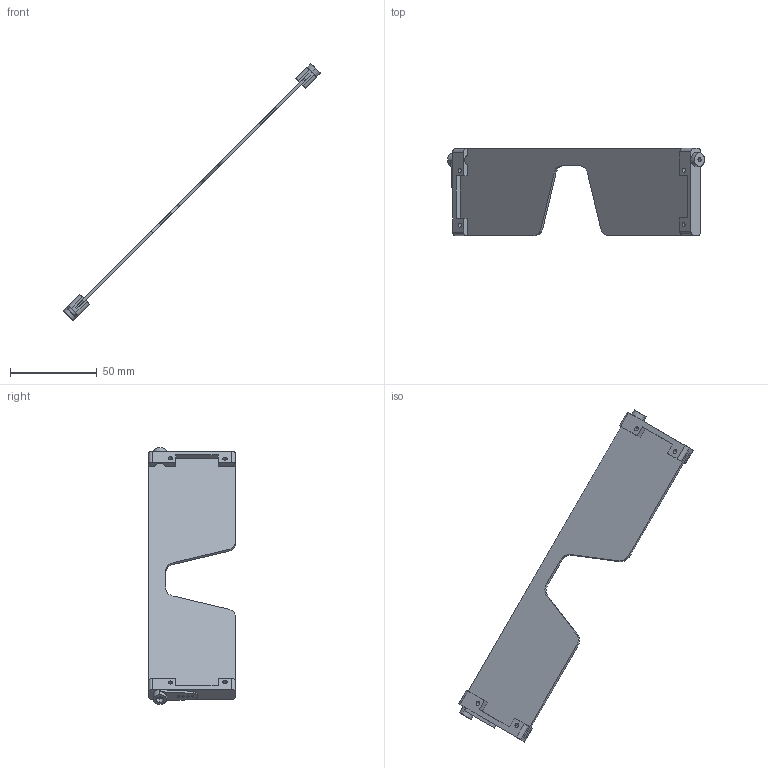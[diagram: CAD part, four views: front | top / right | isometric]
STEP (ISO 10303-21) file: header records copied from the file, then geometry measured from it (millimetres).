
FILE_DESCRIPTION (( 'STEP AP203' ), '1' );
FILE_NAME ('Rudder2_默认_sldprt.STEP', '2022-05-16T11:40:45', ( '' ), ( '' ), 'SwSTEP 2.0', 'SolidWorks 2021', '' );
FILE_SCHEMA (( 'CONFIG_CONTROL_DESIGN' ));
Length unit declared in the file: millimetre
Products named in the file (1): Rudder2_默认_sldprt
Bounding box: 147.85 x 50 x 147.86 mm (x, y, z)
Volume: 16167.1 mm3; surface area: 21560.6 mm2
Topology: 4 solids, 4 shells, 116 faces, 314 edges, 208 vertices
Faces by surface type: plane 59, cylinder 57
Entity records: 3992 total; most frequent: CARTESIAN_POINT 863, DIRECTION 634, ORIENTED_EDGE 628, EDGE_CURVE 314, AXIS2_PLACEMENT_3D 218, VERTEX_POINT 208, VECTOR 198, LINE 198
